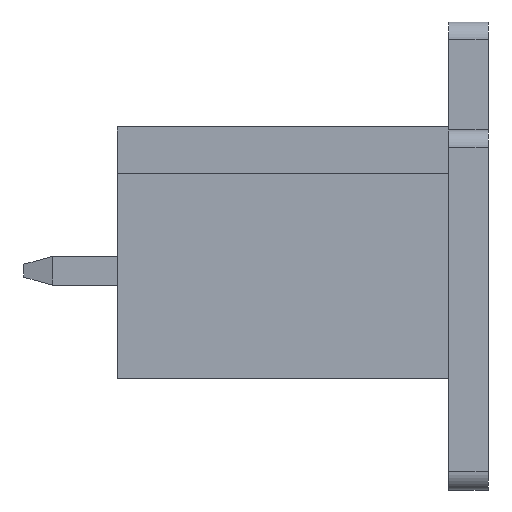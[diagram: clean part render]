
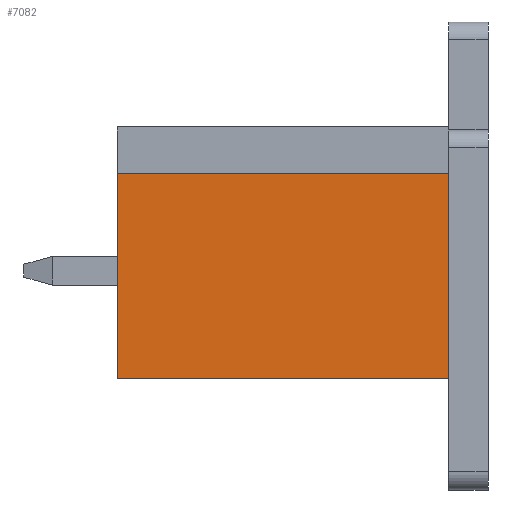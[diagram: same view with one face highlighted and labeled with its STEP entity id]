
A CAD part, left-side view. The second image highlights one B-rep face of the part: STEP entity #7082.
In plain terms, the highlighted planar face has unit normal (-1, 0, 0).
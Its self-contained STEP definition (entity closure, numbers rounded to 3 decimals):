
#1261=ORIENTED_EDGE('',*,*,#2750,.F.);
#1262=ORIENTED_EDGE('',*,*,#2847,.F.);
#1263=ORIENTED_EDGE('',*,*,#2723,.F.);
#1264=ORIENTED_EDGE('',*,*,#2665,.F.);
#2665=EDGE_CURVE('',#3593,#3594,#4350,.T.);
#2723=EDGE_CURVE('',#3594,#3645,#4396,.T.);
#2750=EDGE_CURVE('',#3665,#3593,#4419,.T.);
#2847=EDGE_CURVE('',#3645,#3665,#4513,.T.);
#3593=VERTEX_POINT('',#10430);
#3594=VERTEX_POINT('',#10432);
#3645=VERTEX_POINT('',#10545);
#3665=VERTEX_POINT('',#10596);
#4350=LINE('',#10431,#5236);
#4396=LINE('',#10544,#5282);
#4419=LINE('',#10597,#5305);
#4513=LINE('',#10792,#5399);
#5236=VECTOR('',#8431,1000.);
#5282=VECTOR('',#8509,1000.);
#5305=VECTOR('',#8550,1000.);
#5399=VECTOR('',#8746,1000.);
#5999=EDGE_LOOP('',(#1261,#1262,#1263,#1264));
#6400=FACE_BOUND('',#5999,.T.);
#6761=PLANE('',#7547);
#7082=ADVANCED_FACE('',(#6400),#6761,.F.);
#7547=AXIS2_PLACEMENT_3D('',#10793,#8747,#8748);
#8431=DIRECTION('',(0.,1.,0.));
#8509=DIRECTION('',(0.,0.,1.));
#8550=DIRECTION('',(0.,0.,-1.));
#8746=DIRECTION('',(0.,-1.,0.));
#8747=DIRECTION('',(1.,0.,0.));
#8748=DIRECTION('',(0.,0.,-1.));
#10430=CARTESIAN_POINT('',(-10.81,0.,-3.5));
#10431=CARTESIAN_POINT('',(-10.81,0.,-3.5));
#10432=CARTESIAN_POINT('',(-10.81,9.2,-3.5));
#10544=CARTESIAN_POINT('',(-10.81,9.2,-3.5));
#10545=CARTESIAN_POINT('',(-10.81,9.2,2.2));
#10596=CARTESIAN_POINT('',(-10.81,0.,2.2));
#10597=CARTESIAN_POINT('',(-10.81,0.,2.2));
#10792=CARTESIAN_POINT('',(-10.81,9.2,2.2));
#10793=CARTESIAN_POINT('',(-10.81,0.,0.));
